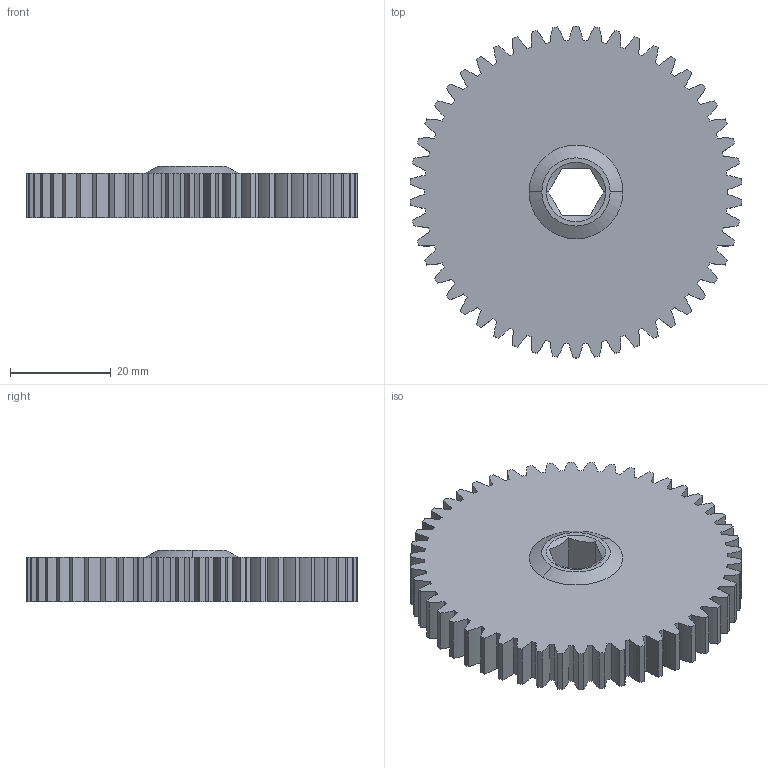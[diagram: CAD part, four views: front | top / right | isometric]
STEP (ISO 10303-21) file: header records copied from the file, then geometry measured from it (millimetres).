
FILE_DESCRIPTION (( 'STEP AP214' ), '1' );
FILE_NAME ('Large_Output_Gear_H48T-0.5.step', '2018-12-20T18:41:59', ( '' ), ( '' ), 'SwSTEP 2.0', 'SolidWorks 2018', '' );
FILE_SCHEMA (( 'AUTOMOTIVE_DESIGN' ));
Length unit declared in the file: inch
Products named in the file (1): Large_Output_Gear_H48T-0.5
Bounding box: 65.97 x 66.04 x 10.16 mm (x, y, z)
Volume: 27086.3 mm3; surface area: 10009.6 mm2
Topology: 1 solids, 1 shells, 218 faces, 649 edges, 434 vertices
Faces by surface type: cylinder 205, plane 9, cone 4
Entity records: 7613 total; most frequent: DIRECTION 1491, CARTESIAN_POINT 1326, ORIENTED_EDGE 1298, EDGE_CURVE 649, AXIS2_PLACEMENT_3D 635, VERTEX_POINT 434, CIRCLE 416, LINE 221
